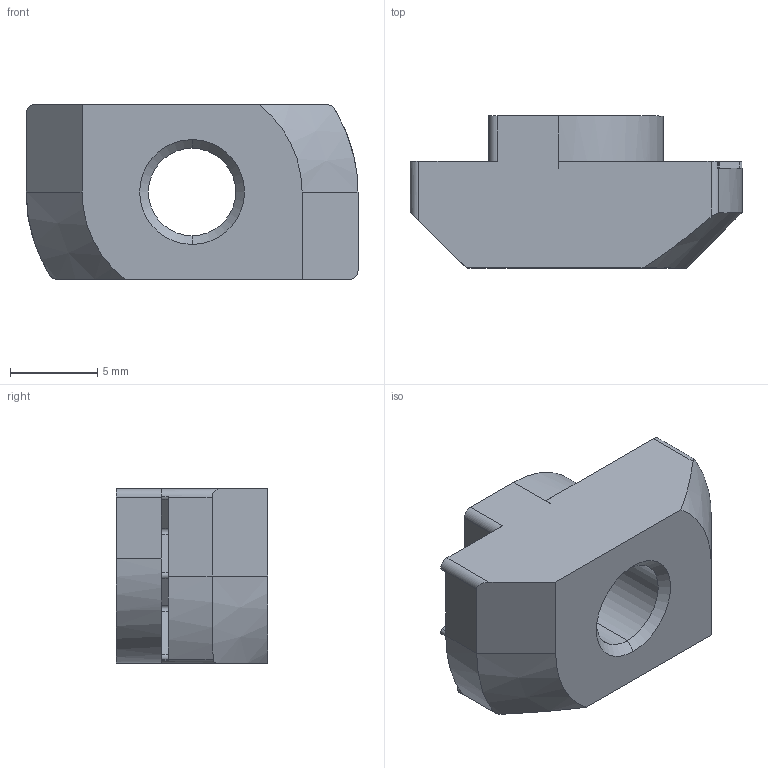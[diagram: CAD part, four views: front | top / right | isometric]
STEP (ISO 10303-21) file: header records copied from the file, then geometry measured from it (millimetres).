
FILE_DESCRIPTION (( 'STEP AP214' ), '1' );
FILE_NAME ('A357 Ò-ãàéêà Ì6, ïàç 10.STEP', '2019-09-16T13:08:59', ( 'Windows User' ), ( '' ), 'SwSTEP 2.0', 'SolidWorks 2018', '' );
FILE_SCHEMA (( 'AUTOMOTIVE_DESIGN' ));
Length unit declared in the file: millimetre
Products named in the file (1): A357 Ò-ãàéêà Ì6, ïàç 10
Bounding box: 19.01 x 8.7 x 10 mm (x, y, z)
Volume: 1040.4 mm3; surface area: 858.6 mm2
Topology: 1 solids, 1 shells, 78 faces, 222 edges, 146 vertices
Faces by surface type: plane 44, cylinder 28, cone 6
Entity records: 2627 total; most frequent: CARTESIAN_POINT 485, ORIENTED_EDGE 444, DIRECTION 441, EDGE_CURVE 222, AXIS2_PLACEMENT_3D 148, VERTEX_POINT 146, LINE 145, VECTOR 145
